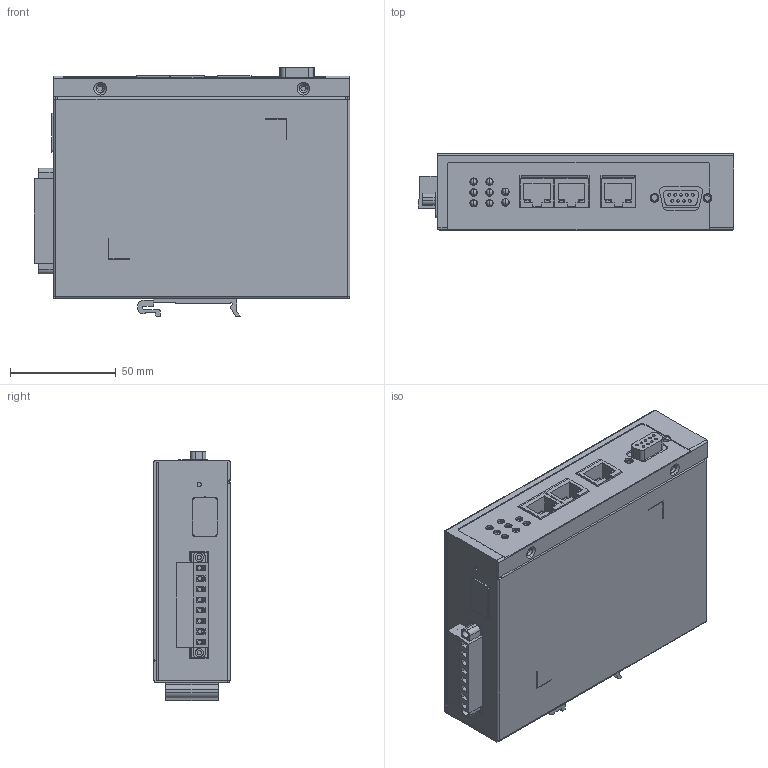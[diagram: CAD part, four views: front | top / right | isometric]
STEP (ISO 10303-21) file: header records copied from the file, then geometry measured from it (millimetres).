
FILE_DESCRIPTION((''),'2;1');
FILE_NAME('PRT0004','2013-02-20T',('Vincent_Huang'),(''),'PRO/ENGINEER BY PARAMETRIC TECHNOLOGY CORPORATION, 2004320','PRO/ENGINEER BY PARAMETRIC TECHNOLOGY CORPORATION, 2004320','');
FILE_SCHEMA(('CONFIG_CONTROL_DESIGN'));
Length unit declared in the file: millimetre
Products named in the file (1): PRT0004
Bounding box: 149.25 x 36 x 118.14 mm (x, y, z)
Volume: 96837.5 mm3; surface area: 139064.7 mm2
Topology: 6 solids, 16 shells, 1424 faces, 3572 edges, 2340 vertices
Faces by surface type: plane 800, cylinder 530, torus 56, bspline 19, cone 14, sphere 4, extrusion 1
Entity records: 43638 total; most frequent: CARTESIAN_POINT 8197, DIRECTION 7612, ORIENTED_EDGE 7140, EDGE_CURVE 3570, AXIS2_PLACEMENT_3D 2688, VERTEX_POINT 2340, VECTOR 2236, LINE 2235
